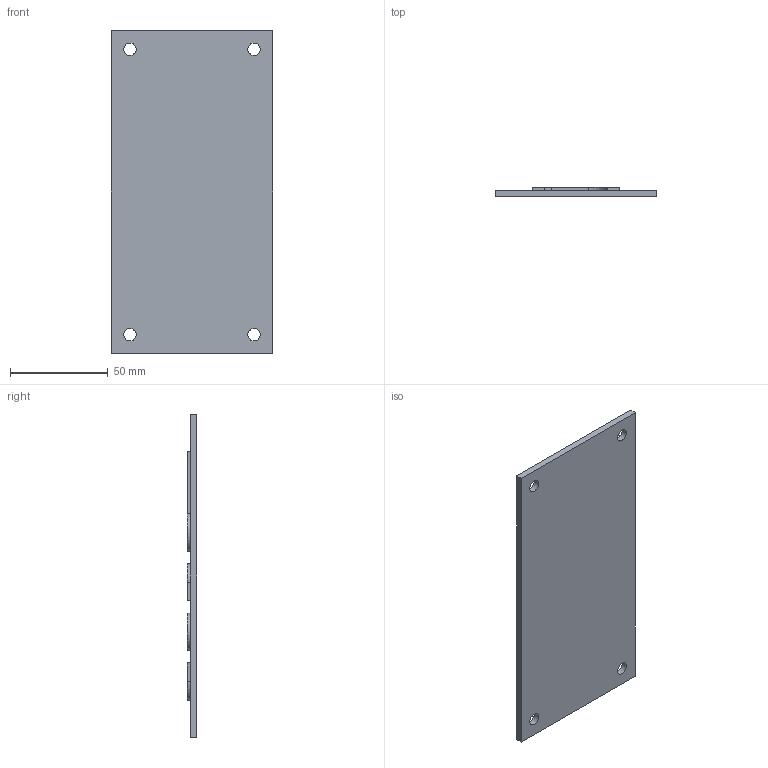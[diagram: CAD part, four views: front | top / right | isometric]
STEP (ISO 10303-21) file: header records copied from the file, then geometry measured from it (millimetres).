
FILE_DESCRIPTION(/* description */ (''),/* implementation_level */ '2;1');
FILE_NAME(/* name */ 'Jason_nameplate_raised.stp',/* time_stamp */ '2016-09-23T11:35:48-04:00',/* author */ ('jhaun'),/* organization */ (''),/* preprocessor_version */ 'ST-DEVELOPER v16.5',/* originating_system */ 'Autodesk Inventor 2017',/* authorisation */ '');
FILE_SCHEMA (('AUTOMOTIVE_DESIGN { 1 0 10303 214 3 1 1 }'));
Length unit declared in the file: inch
Products named in the file (1): JASON
Bounding box: 82.55 x 4.76 x 165.1 mm (x, y, z)
Volume: 46275.7 mm3; surface area: 29950.8 mm2
Topology: 1 solids, 1 shells, 67 faces, 174 edges, 116 vertices
Faces by surface type: plane 45, cylinder 22
Full cylindrical faces by diameter (mm): 6.35 x4
Entity records: 2080 total; most frequent: CARTESIAN_POINT 354, DIRECTION 350, ORIENTED_EDGE 340, EDGE_CURVE 170, LINE 126, VECTOR 126, VERTEX_POINT 116, AXIS2_PLACEMENT_3D 112
